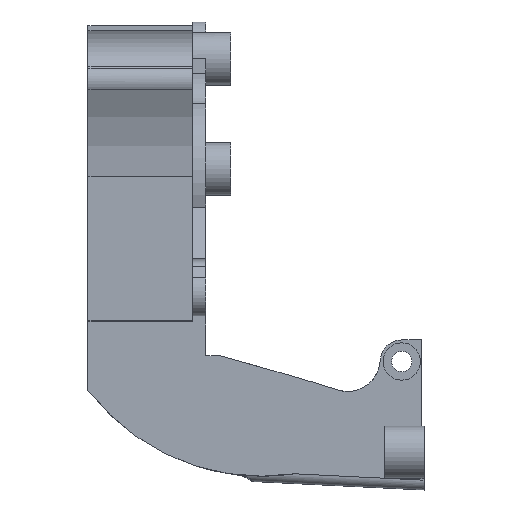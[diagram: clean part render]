
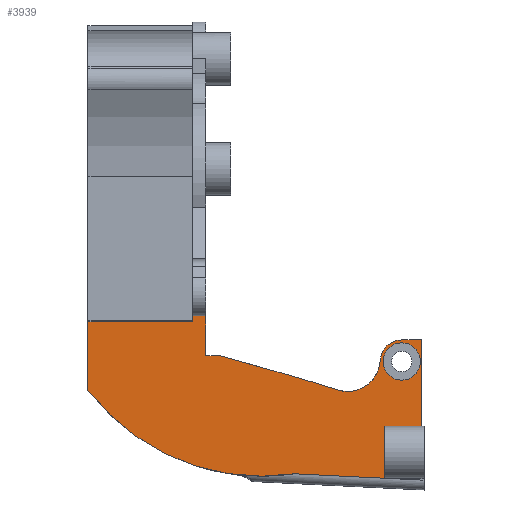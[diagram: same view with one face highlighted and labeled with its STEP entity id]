
A CAD part, left-side view. The second image highlights one B-rep face of the part: STEP entity #3939.
In plain terms, the highlighted planar face has unit normal (-1, 0, 0).
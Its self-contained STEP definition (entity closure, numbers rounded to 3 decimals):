
#240=FACE_BOUND('',#652,.T.);
#275=CIRCLE('',#4174,33.405);
#276=CIRCLE('',#4175,3.291);
#277=CIRCLE('',#4176,5.);
#278=CIRCLE('',#4177,240.97);
#279=CIRCLE('',#4178,2.85);
#434=FACE_OUTER_BOUND('',#651,.T.);
#651=EDGE_LOOP('',(#2604,#2605,#2606,#2607,#2608,#2609,#2610,#2611,#2612,
#2613,#2614,#2615,#2616,#2617,#2618,#2619));
#652=EDGE_LOOP('',(#2620));
#903=LINE('',#5572,#1235);
#905=LINE('',#5576,#1237);
#906=LINE('',#5578,#1238);
#907=LINE('',#5580,#1239);
#908=LINE('',#5582,#1240);
#909=LINE('',#5584,#1241);
#910=LINE('',#5586,#1242);
#911=LINE('',#5590,#1243);
#912=LINE('',#5592,#1244);
#913=LINE('',#5594,#1245);
#914=LINE('',#5596,#1246);
#915=LINE('',#5598,#1247);
#1235=VECTOR('',#4531,10.);
#1237=VECTOR('',#4535,10.);
#1238=VECTOR('',#4536,10.);
#1239=VECTOR('',#4537,10.);
#1240=VECTOR('',#4538,10.);
#1241=VECTOR('',#4539,10.);
#1242=VECTOR('',#4540,10.);
#1243=VECTOR('',#4543,10.);
#1244=VECTOR('',#4544,10.);
#1245=VECTOR('',#4545,10.);
#1246=VECTOR('',#4546,10.);
#1247=VECTOR('',#4547,10.);
#1580=VERTEX_POINT('',#5569);
#1581=VERTEX_POINT('',#5571);
#1582=VERTEX_POINT('',#5575);
#1583=VERTEX_POINT('',#5577);
#1584=VERTEX_POINT('',#5579);
#1585=VERTEX_POINT('',#5581);
#1586=VERTEX_POINT('',#5583);
#1587=VERTEX_POINT('',#5585);
#1588=VERTEX_POINT('',#5587);
#1589=VERTEX_POINT('',#5589);
#1590=VERTEX_POINT('',#5591);
#1591=VERTEX_POINT('',#5593);
#1592=VERTEX_POINT('',#5595);
#1593=VERTEX_POINT('',#5597);
#1594=VERTEX_POINT('',#5599);
#1595=VERTEX_POINT('',#5601);
#1596=VERTEX_POINT('',#5604);
#1986=EDGE_CURVE('',#1581,#1580,#903,.T.);
#1988=EDGE_CURVE('',#1580,#1582,#905,.F.);
#1989=EDGE_CURVE('',#1583,#1582,#906,.T.);
#1990=EDGE_CURVE('',#1584,#1583,#907,.T.);
#1991=EDGE_CURVE('',#1585,#1584,#908,.T.);
#1992=EDGE_CURVE('',#1585,#1586,#909,.T.);
#1993=EDGE_CURVE('',#1587,#1586,#910,.T.);
#1994=EDGE_CURVE('',#1587,#1588,#275,.T.);
#1995=EDGE_CURVE('',#1589,#1588,#911,.T.);
#1996=EDGE_CURVE('',#1589,#1590,#912,.T.);
#1997=EDGE_CURVE('',#1590,#1591,#913,.T.);
#1998=EDGE_CURVE('',#1591,#1592,#914,.T.);
#1999=EDGE_CURVE('',#1593,#1592,#915,.T.);
#2000=EDGE_CURVE('',#1594,#1593,#276,.T.);
#2001=EDGE_CURVE('',#1594,#1595,#277,.F.);
#2002=EDGE_CURVE('',#1595,#1581,#278,.T.);
#2003=EDGE_CURVE('',#1596,#1596,#279,.T.);
#2604=ORIENTED_EDGE('',*,*,#1986,.T.);
#2605=ORIENTED_EDGE('',*,*,#1988,.T.);
#2606=ORIENTED_EDGE('',*,*,#1989,.F.);
#2607=ORIENTED_EDGE('',*,*,#1990,.F.);
#2608=ORIENTED_EDGE('',*,*,#1991,.F.);
#2609=ORIENTED_EDGE('',*,*,#1992,.T.);
#2610=ORIENTED_EDGE('',*,*,#1993,.F.);
#2611=ORIENTED_EDGE('',*,*,#1994,.T.);
#2612=ORIENTED_EDGE('',*,*,#1995,.F.);
#2613=ORIENTED_EDGE('',*,*,#1996,.T.);
#2614=ORIENTED_EDGE('',*,*,#1997,.T.);
#2615=ORIENTED_EDGE('',*,*,#1998,.T.);
#2616=ORIENTED_EDGE('',*,*,#1999,.F.);
#2617=ORIENTED_EDGE('',*,*,#2000,.F.);
#2618=ORIENTED_EDGE('',*,*,#2001,.T.);
#2619=ORIENTED_EDGE('',*,*,#2002,.T.);
#2620=ORIENTED_EDGE('',*,*,#2003,.T.);
#3833=PLANE('',#4173);
#3939=ADVANCED_FACE('',(#434,#240),#3833,.T.);
#4173=AXIS2_PLACEMENT_3D('',#5574,#4533,#4534);
#4174=AXIS2_PLACEMENT_3D('',#5588,#4541,#4542);
#4175=AXIS2_PLACEMENT_3D('',#5600,#4548,#4549);
#4176=AXIS2_PLACEMENT_3D('',#5602,#4550,#4551);
#4177=AXIS2_PLACEMENT_3D('',#5603,#4552,#4553);
#4178=AXIS2_PLACEMENT_3D('',#5605,#4554,#4555);
#4531=DIRECTION('',(0.,0.963,0.271));
#4533=DIRECTION('center_axis',(-1.,0.,0.));
#4534=DIRECTION('ref_axis',(0.,0.,1.));
#4535=DIRECTION('',(0.,-1.,0.));
#4536=DIRECTION('',(0.,0.,-1.));
#4537=DIRECTION('',(0.,-1.,0.));
#4538=DIRECTION('',(0.,0.,1.));
#4539=DIRECTION('',(0.,1.,0.));
#4540=DIRECTION('',(0.,0.,1.));
#4541=DIRECTION('center_axis',(-1.,0.,0.));
#4542=DIRECTION('ref_axis',(0.,0.721,-0.693));
#4543=DIRECTION('',(0.,0.999,0.049));
#4544=DIRECTION('',(0.,0.,1.));
#4545=DIRECTION('',(0.,-1.,0.));
#4546=DIRECTION('',(0.,0.,1.));
#4547=DIRECTION('',(0.,-1.,0.));
#4548=DIRECTION('center_axis',(1.,0.,0.));
#4549=DIRECTION('ref_axis',(0.,0.,1.));
#4550=DIRECTION('center_axis',(-1.,0.,0.));
#4551=DIRECTION('ref_axis',(0.,-0.306,0.952));
#4552=DIRECTION('center_axis',(-1.,0.,0.));
#4553=DIRECTION('ref_axis',(0.,-0.294,0.956));
#4554=DIRECTION('center_axis',(1.,0.,0.));
#4555=DIRECTION('ref_axis',(0.,-1.,0.));
#5569=CARTESIAN_POINT('',(-11.1,102.036,-152.017));
#5571=CARTESIAN_POINT('',(-11.1,94.338,-154.186));
#5572=CARTESIAN_POINT('',(-11.1,101.989,-152.03));
#5574=CARTESIAN_POINT('Origin',(-11.1,110.993,-154.676));
#5575=CARTESIAN_POINT('',(-11.1,104.118,-152.017));
#5576=CARTESIAN_POINT('',(-11.1,100.442,-152.017));
#5577=CARTESIAN_POINT('',(-11.1,104.118,-145.789));
#5578=CARTESIAN_POINT('',(-11.1,104.118,-149.309));
#5579=CARTESIAN_POINT('',(-11.1,106.118,-145.789));
#5580=CARTESIAN_POINT('',(-11.1,102.368,-145.789));
#5581=CARTESIAN_POINT('',(-11.1,106.118,-146.831));
#5582=CARTESIAN_POINT('',(-11.1,106.118,-146.355));
#5583=CARTESIAN_POINT('',(-11.1,122.118,-146.831));
#5584=CARTESIAN_POINT('',(-11.1,118.618,-146.831));
#5585=CARTESIAN_POINT('',(-11.1,122.118,-157.288));
#5586=CARTESIAN_POINT('',(-11.1,122.118,-152.356));
#5587=CARTESIAN_POINT('',(-11.1,90.533,-170.086));
#5588=CARTESIAN_POINT('Origin',(-11.1,95.536,-137.058));
#5589=CARTESIAN_POINT('',(-11.1,76.763,-170.764));
#5590=CARTESIAN_POINT('',(-11.1,92.348,-169.996));
#5591=CARTESIAN_POINT('',(-11.1,76.763,-162.813));
#5592=CARTESIAN_POINT('',(-11.1,76.763,-161.12));
#5593=CARTESIAN_POINT('',(-11.1,71.163,-162.813));
#5594=CARTESIAN_POINT('',(-11.1,99.378,-162.813));
#5595=CARTESIAN_POINT('',(-11.1,71.163,-149.634));
#5596=CARTESIAN_POINT('',(-11.1,71.163,-145.737));
#5597=CARTESIAN_POINT('',(-11.1,74.163,-149.634));
#5598=CARTESIAN_POINT('',(-11.1,72.436,-149.634));
#5599=CARTESIAN_POINT('',(-11.1,77.45,-152.758));
#5600=CARTESIAN_POINT('Origin',(-11.1,74.163,-152.925));
#5601=CARTESIAN_POINT('',(-11.1,83.974,-157.264));
#5602=CARTESIAN_POINT('Origin',(-11.1,82.444,-152.504));
#5603=CARTESIAN_POINT('Origin',(-11.1,157.75,-386.663));
#5604=CARTESIAN_POINT('',(-11.1,77.013,-152.925));
#5605=CARTESIAN_POINT('Origin',(-11.1,74.163,-152.925));
